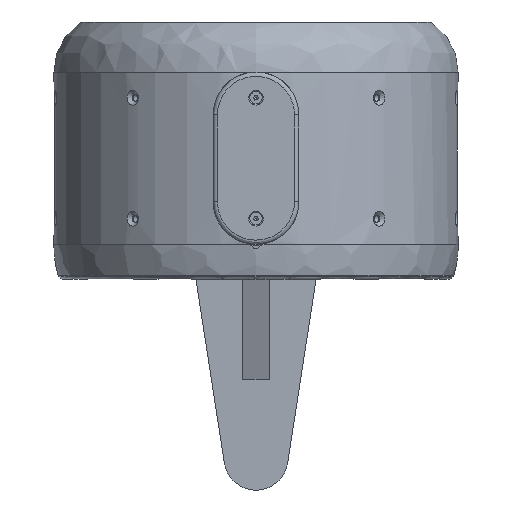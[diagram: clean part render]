
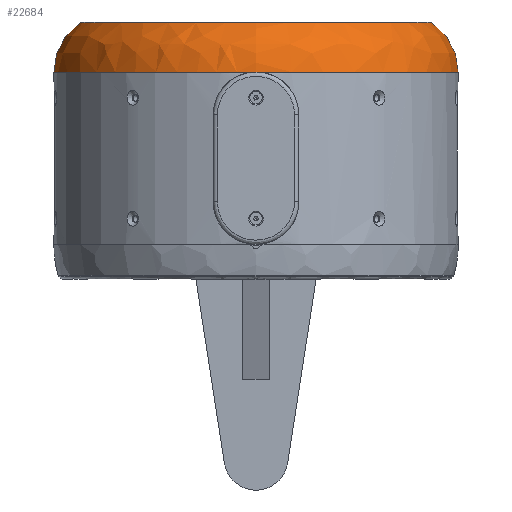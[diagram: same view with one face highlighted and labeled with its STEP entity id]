
A CAD part, front view. The second image highlights one B-rep face of the part: STEP entity #22684.
In plain terms, the highlighted free-form (B-spline) face has degree [3, 3] with [4, 7] control points.
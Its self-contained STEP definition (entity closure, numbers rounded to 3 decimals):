
#132 = CARTESIAN_POINT ( 'NONE',  ( 0., -131.6, 80.55 ) ) ;
#216 = CARTESIAN_POINT ( 'NONE',  ( -378., -131.6, 80.55 ) ) ;
#463 = VERTEX_POINT ( 'NONE', #7944 ) ;
#1344 = CARTESIAN_POINT ( 'NONE',  ( -378., -509.6, 80.549 ) ) ;
#1980 = CARTESIAN_POINT ( 'NONE',  ( 0., -500.659, 116.043 ) ) ;
#2139 = CARTESIAN_POINT ( 'NONE',  ( 0., -131.6, 80.55 ) ) ;
#2287 = CARTESIAN_POINT ( 'NONE',  ( 328.621, -156.29, 126.444 ) ) ;
#2450 = CARTESIAN_POINT ( 'NONE',  ( 0., -140.541, 116.043 ) ) ;
#4590 = CARTESIAN_POINT ( 'NONE',  ( 378., -131.6, 80.55 ) ) ;
#6879 = CARTESIAN_POINT ( 'NONE',  ( -328.621, -484.911, 126.444 ) ) ;
#7032 = CARTESIAN_POINT ( 'NONE',  ( 0., -509.6, 99.422 ) ) ;
#7356 = FACE_OUTER_BOUND ( 'NONE', #31238, .T. ) ;
#7944 = CARTESIAN_POINT ( 'NONE',  ( 0., -484.911, 126.444 ) ) ;
#8966 =( BOUNDED_SURFACE ( )  B_SPLINE_SURFACE ( 3, 3, ( 
 ( #12343, #9468, #2287, #29053, #24324, #6879, #17176 ),
 ( #1980, #24634, #19286, #2450, #11867, #27082, #9940 ),
 ( #7032, #19754, #21699, #31634, #29531, #16843, #29210 ),
 ( #22010, #26754, #4590, #2139, #29685, #21852, #12033 ) ),
 .UNSPECIFIED., .F., .T., .T. ) 
 B_SPLINE_SURFACE_WITH_KNOTS ( ( 4, 4 ),
 ( 4, 3, 4 ),
 ( 0., 1. ),
 ( 0., 0.5, 1. ),
 .UNSPECIFIED. ) 
 GEOMETRIC_REPRESENTATION_ITEM ( )  RATIONAL_B_SPLINE_SURFACE ( (
 ( 1., 0.333, 0.333, 1., 0.333, 0.333, 1.),
 ( 0.92, 0.307, 0.307, 0.92, 0.307, 0.307, 0.92),
 ( 0.92, 0.307, 0.307, 0.92, 0.307, 0.307, 0.92),
 ( 1., 0.333, 0.333, 1., 0.333, 0.333, 1.) ) ) 
 REPRESENTATION_ITEM ( '' )  SURFACE ( )  );
#9145 = CARTESIAN_POINT ( 'NONE',  ( 0., -131.6, 80.55 ) ) ;
#9292 = ORIENTED_EDGE ( 'NONE', *, *, #18195, .T. ) ;
#9468 = CARTESIAN_POINT ( 'NONE',  ( 328.621, -484.911, 126.444 ) ) ;
#9510 = CARTESIAN_POINT ( 'NONE',  ( 0., -320.6, 126.444 ) ) ;
#9940 = CARTESIAN_POINT ( 'NONE',  ( 0., -500.659, 116.043 ) ) ;
#10924 = CARTESIAN_POINT ( 'NONE',  ( 378., -131.6, 80.55 ) ) ;
#11867 = CARTESIAN_POINT ( 'NONE',  ( -360.118, -140.541, 116.043 ) ) ;
#11910 = DIRECTION ( 'NONE',  ( 0., -1., 0. ) ) ;
#12033 = CARTESIAN_POINT ( 'NONE',  ( 0., -509.6, 80.549 ) ) ;
#12343 = CARTESIAN_POINT ( 'NONE',  ( 0., -484.911, 126.444 ) ) ;
#13322 = CARTESIAN_POINT ( 'NONE',  ( 0., -509.6, 80.549 ) ) ;
#13582 = AXIS2_PLACEMENT_3D ( 'NONE', #9510, #19321, #11910 ) ;
#14960 = EDGE_CURVE ( 'NONE', #463, #463, #26010, .T. ) ;
#16050 = ORIENTED_EDGE ( 'NONE', *, *, #14960, .F. ) ;
#16214 = CARTESIAN_POINT ( 'NONE',  ( 378., -509.6, 80.549 ) ) ;
#16843 = CARTESIAN_POINT ( 'NONE',  ( -378., -509.6, 99.422 ) ) ;
#17176 = CARTESIAN_POINT ( 'NONE',  ( 0., -484.911, 126.444 ) ) ;
#17434 = VERTEX_POINT ( 'NONE', #132 ) ;
#18195 = EDGE_CURVE ( 'NONE', #17434, #17434, #31083, .T. ) ;
#19286 = CARTESIAN_POINT ( 'NONE',  ( 360.118, -140.541, 116.043 ) ) ;
#19321 = DIRECTION ( 'NONE',  ( 0., 0., 1. ) ) ;
#19754 = CARTESIAN_POINT ( 'NONE',  ( 378., -509.6, 99.422 ) ) ;
#21699 = CARTESIAN_POINT ( 'NONE',  ( 378., -131.6, 99.423 ) ) ;
#21852 = CARTESIAN_POINT ( 'NONE',  ( -378., -509.6, 80.549 ) ) ;
#22010 = CARTESIAN_POINT ( 'NONE',  ( 0., -509.6, 80.549 ) ) ;
#22375 = CARTESIAN_POINT ( 'NONE',  ( 0., -131.6, 80.55 ) ) ;
#22684 = ADVANCED_FACE ( 'NONE', ( #31956, #7356 ), #8966, .T. ) ;
#24264 = EDGE_LOOP ( 'NONE', ( #9292 ) ) ;
#24324 = CARTESIAN_POINT ( 'NONE',  ( -328.621, -156.29, 126.444 ) ) ;
#24634 = CARTESIAN_POINT ( 'NONE',  ( 360.118, -500.659, 116.043 ) ) ;
#26010 = CIRCLE ( 'NONE', #13582, 164.311 ) ;
#26754 = CARTESIAN_POINT ( 'NONE',  ( 378., -509.6, 80.549 ) ) ;
#27082 = CARTESIAN_POINT ( 'NONE',  ( -360.118, -500.659, 116.043 ) ) ;
#29053 = CARTESIAN_POINT ( 'NONE',  ( 0., -156.29, 126.444 ) ) ;
#29210 = CARTESIAN_POINT ( 'NONE',  ( 0., -509.6, 99.422 ) ) ;
#29531 = CARTESIAN_POINT ( 'NONE',  ( -378., -131.6, 99.423 ) ) ;
#29685 = CARTESIAN_POINT ( 'NONE',  ( -378., -131.6, 80.55 ) ) ;
#31083 =( BOUNDED_CURVE ( )  B_SPLINE_CURVE ( 3, ( #22375, #216, #1344, #13322, #16214, #10924, #9145 ),
 .UNSPECIFIED., .T., .F. ) 
 B_SPLINE_CURVE_WITH_KNOTS ( ( 4, 3, 4 ),
 ( 0., 0.5, 1. ),
 .UNSPECIFIED. ) 
 CURVE ( )  GEOMETRIC_REPRESENTATION_ITEM ( )  RATIONAL_B_SPLINE_CURVE ( ( 1., 0.333, 0.333, 1., 0.333, 0.333, 1. ) ) 
 REPRESENTATION_ITEM ( '' )  );
#31238 = EDGE_LOOP ( 'NONE', ( #16050 ) ) ;
#31634 = CARTESIAN_POINT ( 'NONE',  ( 0., -131.6, 99.423 ) ) ;
#31956 = FACE_OUTER_BOUND ( 'NONE', #24264, .T. ) ;
